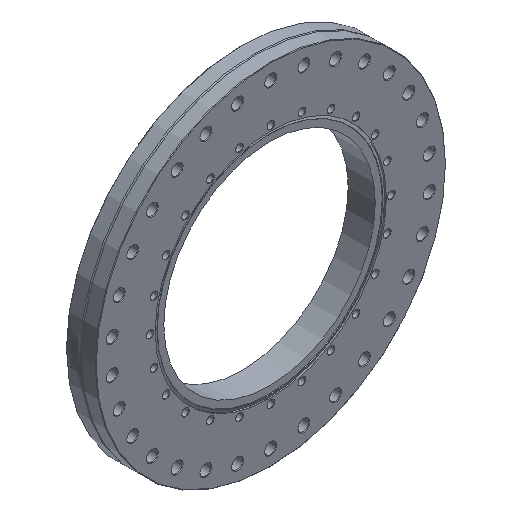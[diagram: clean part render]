
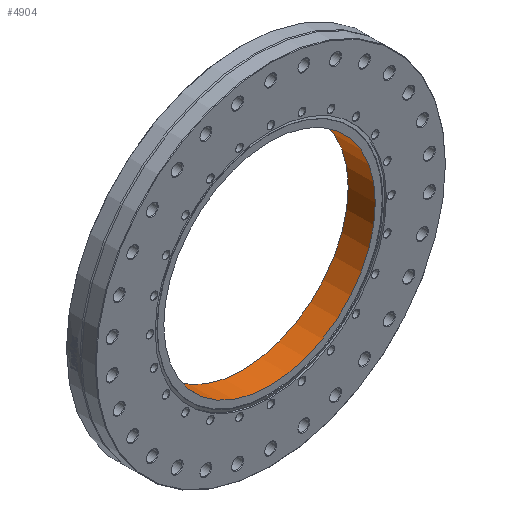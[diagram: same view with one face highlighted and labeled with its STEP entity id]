
A CAD part, isometric view. The second image highlights one B-rep face of the part: STEP entity #4904.
In plain terms, the highlighted cylindrical face has radius 101.6 mm (diameter 203.2 mm), a full revolution.
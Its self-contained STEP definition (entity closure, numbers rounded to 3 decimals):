
#294=CYLINDRICAL_SURFACE('',#5448,101.6);
#694=FACE_OUTER_BOUND('',#1061,.T.);
#1061=EDGE_LOOP('',(#4503,#4504,#4505,#4506));
#1346=LINE('',#9898,#1629);
#1629=VECTOR('',#6773,101.6);
#1933=CIRCLE('',#5447,101.6);
#1934=CIRCLE('',#5449,101.6);
#2401=VERTEX_POINT('',#9894);
#2402=VERTEX_POINT('',#9897);
#3102=EDGE_CURVE('',#2401,#2401,#1933,.T.);
#3103=EDGE_CURVE('',#2401,#2402,#1346,.T.);
#3104=EDGE_CURVE('',#2402,#2402,#1934,.T.);
#4503=ORIENTED_EDGE('',*,*,#3102,.T.);
#4504=ORIENTED_EDGE('',*,*,#3103,.T.);
#4505=ORIENTED_EDGE('',*,*,#3104,.F.);
#4506=ORIENTED_EDGE('',*,*,#3103,.F.);
#4904=ADVANCED_FACE('',(#694),#294,.F.);
#5447=AXIS2_PLACEMENT_3D('',#9895,#6769,#6770);
#5448=AXIS2_PLACEMENT_3D('',#9896,#6771,#6772);
#5449=AXIS2_PLACEMENT_3D('',#9899,#6774,#6775);
#6769=DIRECTION('center_axis',(0.,1.,0.));
#6770=DIRECTION('ref_axis',(1.,0.,0.));
#6771=DIRECTION('center_axis',(0.,1.,0.));
#6772=DIRECTION('ref_axis',(-1.,0.,0.));
#6773=DIRECTION('',(0.,-1.,0.));
#6774=DIRECTION('center_axis',(0.,1.,0.));
#6775=DIRECTION('ref_axis',(1.,0.,0.));
#9894=CARTESIAN_POINT('',(101.6,27.23,0.));
#9895=CARTESIAN_POINT('Origin',(0.,27.23,0.));
#9896=CARTESIAN_POINT('Origin',(0.,14.2,0.));
#9897=CARTESIAN_POINT('',(101.6,1.17,0.));
#9898=CARTESIAN_POINT('',(101.6,14.2,0.));
#9899=CARTESIAN_POINT('Origin',(0.,1.17,0.));
